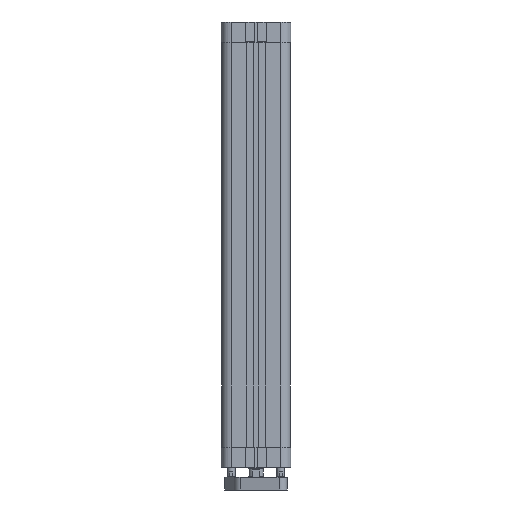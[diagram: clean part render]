
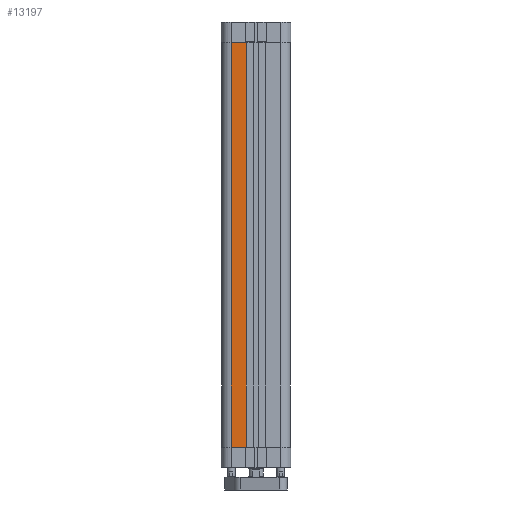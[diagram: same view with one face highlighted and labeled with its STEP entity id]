
A CAD part, front view. The second image highlights one B-rep face of the part: STEP entity #13197.
In plain terms, the highlighted planar face has unit normal (0, -1, 0).
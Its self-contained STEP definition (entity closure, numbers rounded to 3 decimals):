
#732=LINE('',#22731,#1612);
#844=LINE('',#23221,#1724);
#947=LINE('',#23527,#1827);
#948=LINE('',#23529,#1828);
#1612=VECTOR('',#17942,11.65);
#1724=VECTOR('',#18322,11.65);
#1827=VECTOR('',#18679,314.);
#1828=VECTOR('',#18682,314.);
#2633=PLANE('',#14809);
#3734=FACE_OUTER_BOUND('',#4880,.T.);
#4880=EDGE_LOOP('',(#12027,#12028,#12029,#12030));
#6704=VERTEX_POINT('',#22728);
#6705=VERTEX_POINT('',#22730);
#6948=VERTEX_POINT('',#23218);
#6949=VERTEX_POINT('',#23220);
#8327=EDGE_CURVE('',#6705,#6704,#732,.T.);
#8571=EDGE_CURVE('',#6949,#6948,#844,.T.);
#8723=EDGE_CURVE('',#6704,#6949,#947,.T.);
#8724=EDGE_CURVE('',#6705,#6948,#948,.T.);
#12027=ORIENTED_EDGE('',*,*,#8571,.T.);
#12028=ORIENTED_EDGE('',*,*,#8724,.F.);
#12029=ORIENTED_EDGE('',*,*,#8327,.T.);
#12030=ORIENTED_EDGE('',*,*,#8723,.T.);
#13197=ADVANCED_FACE('',(#3734),#2633,.T.);
#14809=AXIS2_PLACEMENT_3D('',#23528,#18680,#18681);
#17942=DIRECTION('',(1.,0.,0.));
#18322=DIRECTION('',(-1.,0.,0.));
#18679=DIRECTION('',(0.,0.,1.));
#18680=DIRECTION('center_axis',(0.,-1.,0.));
#18681=DIRECTION('ref_axis',(0.,0.,-1.));
#18682=DIRECTION('',(0.,0.,1.));
#22728=CARTESIAN_POINT('',(-7.35,-26.5,-313.35));
#22730=CARTESIAN_POINT('',(-19.,-26.5,-313.35));
#22731=CARTESIAN_POINT('',(-19.,-26.5,-313.35));
#23218=CARTESIAN_POINT('',(-19.,-26.5,0.65));
#23220=CARTESIAN_POINT('',(-7.35,-26.5,0.65));
#23221=CARTESIAN_POINT('',(-19.,-26.5,0.65));
#23527=CARTESIAN_POINT('',(-7.35,-26.5,-313.35));
#23528=CARTESIAN_POINT('Origin',(-7.35,-26.5,-313.35));
#23529=CARTESIAN_POINT('',(-19.,-26.5,-313.35));
